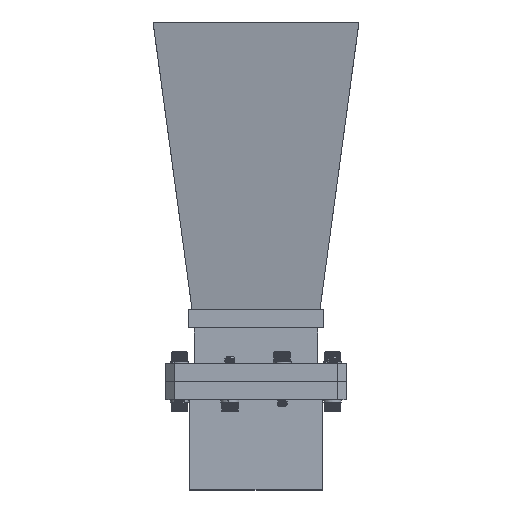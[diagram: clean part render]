
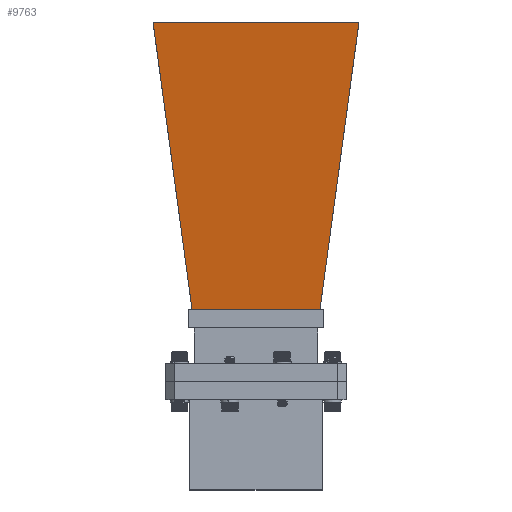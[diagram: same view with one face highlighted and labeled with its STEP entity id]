
A CAD part, front view. The second image highlights one B-rep face of the part: STEP entity #9763.
In plain terms, the highlighted face is planar.
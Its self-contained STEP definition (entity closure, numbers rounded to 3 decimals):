
#1584 = LINE ( 'NONE', #8447, #12295 ) ;
#1693 = VERTEX_POINT ( 'NONE', #8162 ) ;
#1863 = DIRECTION ( 'NONE',  ( 0., 0.143, -0.99 ) ) ;
#2188 = VECTOR ( 'NONE', #14272, 1000. ) ;
#2280 = CARTESIAN_POINT ( 'NONE',  ( -24.179, 18.516, 13.463 ) ) ;
#2880 = VECTOR ( 'NONE', #14259, 1000. ) ;
#2987 = PLANE ( 'NONE',  #9653 ) ;
#3451 = EDGE_CURVE ( 'NONE', #6955, #1693, #13878, .T. ) ;
#3815 = DIRECTION ( 'NONE',  ( -1., 0., 0. ) ) ;
#3841 = EDGE_LOOP ( 'NONE', ( #8551, #8725, #6105, #5708 ) ) ;
#4394 = VERTEX_POINT ( 'NONE', #8584 ) ;
#5708 = ORIENTED_EDGE ( 'NONE', *, *, #6313, .F. ) ;
#6105 = ORIENTED_EDGE ( 'NONE', *, *, #13820, .F. ) ;
#6313 = EDGE_CURVE ( 'NONE', #6955, #4394, #1584, .T. ) ;
#6391 = DIRECTION ( 'NONE',  ( 0., 0.99, 0.143 ) ) ;
#6955 = VERTEX_POINT ( 'NONE', #8707 ) ;
#7481 = CARTESIAN_POINT ( 'NONE',  ( 134.911, 3.81, 11.336 ) ) ;
#8162 = CARTESIAN_POINT ( 'NONE',  ( -36.248, 107.525, 26.34 ) ) ;
#8315 = DIRECTION ( 'NONE',  ( -0.133, -0.981, -0.142 ) ) ;
#8447 = CARTESIAN_POINT ( 'NONE',  ( 24.179, 18.516, 13.463 ) ) ;
#8551 = ORIENTED_EDGE ( 'NONE', *, *, #3451, .T. ) ;
#8584 = CARTESIAN_POINT ( 'NONE',  ( 22.53, 6.35, 11.703 ) ) ;
#8679 = LINE ( 'NONE', #2280, #2188 ) ;
#8707 = CARTESIAN_POINT ( 'NONE',  ( 36.248, 107.525, 26.34 ) ) ;
#8725 = ORIENTED_EDGE ( 'NONE', *, *, #11544, .T. ) ;
#9470 = CARTESIAN_POINT ( 'NONE',  ( 134.911, 107.525, 26.34 ) ) ;
#9653 = AXIS2_PLACEMENT_3D ( 'NONE', #7481, #1863, #6391 ) ;
#9763 = ADVANCED_FACE ( 'NONE', ( #10760 ), #2987, .F. ) ;
#10225 = CARTESIAN_POINT ( 'NONE',  ( -22.53, 6.35, 11.703 ) ) ;
#10715 = CARTESIAN_POINT ( 'NONE',  ( 46.009, 6.35, 11.703 ) ) ;
#10760 = FACE_OUTER_BOUND ( 'NONE', #3841, .T. ) ;
#11021 = VECTOR ( 'NONE', #3815, 1000. ) ;
#11544 = EDGE_CURVE ( 'NONE', #1693, #11752, #8679, .T. ) ;
#11752 = VERTEX_POINT ( 'NONE', #10225 ) ;
#12295 = VECTOR ( 'NONE', #8315, 1000. ) ;
#12992 = LINE ( 'NONE', #10715, #2880 ) ;
#13820 = EDGE_CURVE ( 'NONE', #4394, #11752, #12992, .T. ) ;
#13878 = LINE ( 'NONE', #9470, #11021 ) ;
#14259 = DIRECTION ( 'NONE',  ( -1., 0., 0. ) ) ;
#14272 = DIRECTION ( 'NONE',  ( 0.133, -0.981, -0.142 ) ) ;
